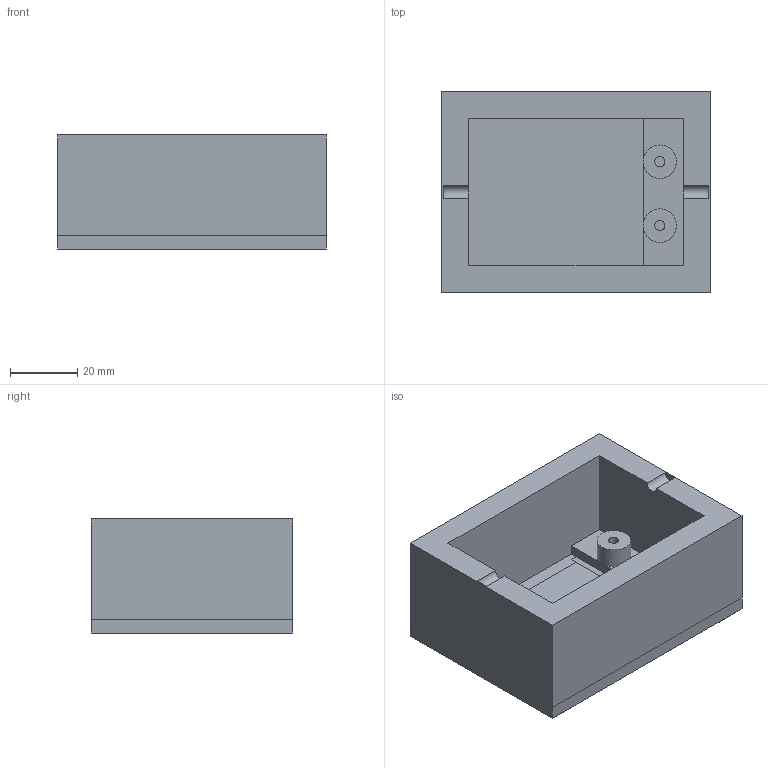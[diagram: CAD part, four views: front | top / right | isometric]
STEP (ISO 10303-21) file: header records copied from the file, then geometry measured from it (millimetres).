
FILE_DESCRIPTION(('FreeCAD Model'),'2;1');
FILE_NAME( '732B_Cover_rev2.step', '2017-11-05T09:55:22',('Author'),(''), 'Open CASCADE STEP processor 6.8','FreeCAD','Unknown');
FILE_SCHEMA(('AUTOMOTIVE_DESIGN_CC2 { 1 2 10303 214 -1 1 5 4 }'));
Length unit declared in the file: millimetre
Products named in the file (11): ASSEMBLY; Cutout003; Rectangle005; Extrude002; Fusion; Fusion001; Extrude; Rectangle; Wire; Cutout; Cutout001
Assembly tree (10 placements, depth 2):
  ASSEMBLY
    Cutout003
    Rectangle005
    Extrude002
    Fusion
    Fusion001
    Extrude
    Rectangle
    Wire
    Cutout
    Cutout001
Bounding box: 80 x 60 x 34 mm (x, y, z)
Volume: 61866.2 mm3; surface area: 29482.7 mm2
Topology: 4 solids, 9 shells, 36 faces, 98 edges, 78 vertices
Faces by surface type: plane 30, cylinder 6
Full cylindrical faces by diameter (mm): 3 x2, 10 x2
Entity records: 2452 total; most frequent: CARTESIAN_POINT 405, DIRECTION 348, LINE 220, VECTOR 220, ORIENTED_EDGE 158, PCURVE 158, DEFINITIONAL_REPRESENTATION 158, EDGE_CURVE 94
